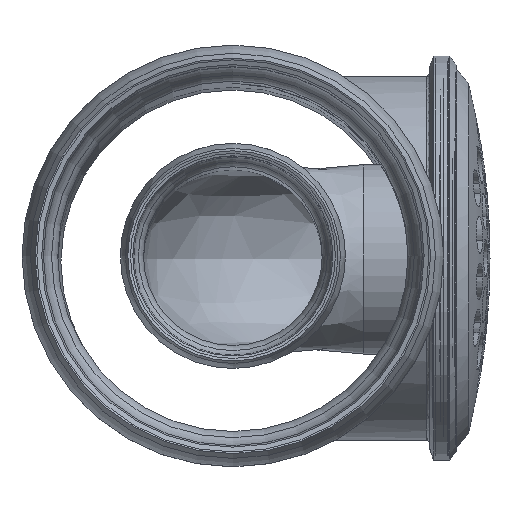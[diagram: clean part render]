
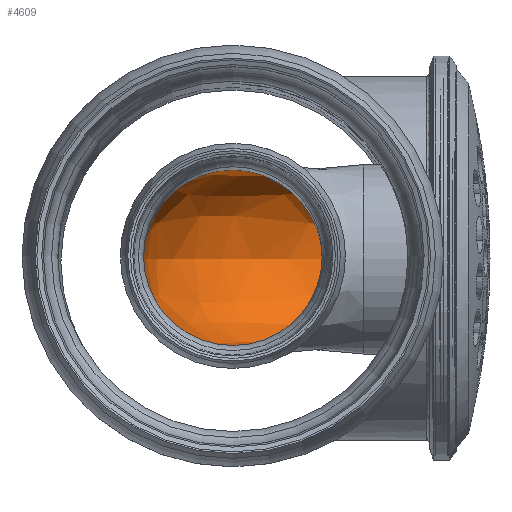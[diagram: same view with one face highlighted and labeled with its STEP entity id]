
A CAD part, top view. The second image highlights one B-rep face of the part: STEP entity #4609.
In plain terms, the highlighted free-form (B-spline) face has degree [2, 2] with [9, 3] control points.
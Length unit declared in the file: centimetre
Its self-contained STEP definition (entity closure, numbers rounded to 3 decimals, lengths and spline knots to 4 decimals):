
#34=(
BOUNDED_SURFACE()
B_SPLINE_SURFACE(2,2,((#10338,#10339,#10340),(#10341,#10342,#10343),(#10344,
#10345,#10346),(#10347,#10348,#10349),(#10350,#10351,#10352),(#10353,#10354,
#10355),(#10356,#10357,#10358),(#10359,#10360,#10361),(#10362,#10363,#10364)),
 .UNSPECIFIED.,.T.,.F.,.F.)
B_SPLINE_SURFACE_WITH_KNOTS((3,2,2,2,3),(3,3),(-6.2832,-4.7124,
-3.1416,-1.5708,0.),(0.,1.5708),
 .UNSPECIFIED.)
GEOMETRIC_REPRESENTATION_ITEM()
RATIONAL_B_SPLINE_SURFACE(((1.,0.707,1.),(0.707,
0.5,0.707),(1.,0.707,1.),(0.707,
0.5,0.707),(1.,0.707,1.),(0.707,
0.5,0.707),(1.,0.707,1.),(0.707,
0.5,0.707),(1.,0.707,1.)))
REPRESENTATION_ITEM('')
SURFACE()
);
#1071=FACE_OUTER_BOUND('',#1388,.T.);
#1388=EDGE_LOOP('',(#4045,#4046,#4047,#4048,#4049));
#1589=CIRCLE('',#5040,24.9997);
#1590=CIRCLE('',#5042,24.9997);
#1592=CIRCLE('',#5044,24.9997);
#1593=CIRCLE('',#5045,61.4997);
#2193=VERTEX_POINT('',#10328);
#2194=VERTEX_POINT('',#10331);
#2195=VERTEX_POINT('',#10332);
#2823=EDGE_CURVE('',#2193,#2193,#1589,.T.);
#2824=EDGE_CURVE('',#2194,#2195,#1590,.T.);
#2827=EDGE_CURVE('',#2195,#2194,#1592,.T.);
#2828=EDGE_CURVE('',#2193,#2194,#1593,.T.);
#4045=ORIENTED_EDGE('',*,*,#2824,.F.);
#4046=ORIENTED_EDGE('',*,*,#2828,.F.);
#4047=ORIENTED_EDGE('',*,*,#2823,.T.);
#4048=ORIENTED_EDGE('',*,*,#2828,.T.);
#4049=ORIENTED_EDGE('',*,*,#2827,.F.);
#4609=ADVANCED_FACE('',(#1071),#34,.F.);
#5040=AXIS2_PLACEMENT_3D('',#10329,#6146,#6147);
#5042=AXIS2_PLACEMENT_3D('',#10333,#6150,#6151);
#5044=AXIS2_PLACEMENT_3D('',#10337,#6155,#6156);
#5045=AXIS2_PLACEMENT_3D('',#10365,#6157,#6158);
#6146=DIRECTION('center_axis',(0.,0.,
1.));
#6147=DIRECTION('ref_axis',(-1.,0.,0.));
#6150=DIRECTION('center_axis',(-1.,0.,0.));
#6151=DIRECTION('ref_axis',(0.,0.,-1.));
#6155=DIRECTION('center_axis',(-1.,0.,0.));
#6156=DIRECTION('ref_axis',(0.,0.,-1.));
#6157=DIRECTION('center_axis',(0.,-1.,0.));
#6158=DIRECTION('ref_axis',(-0.707,0.,-0.707));
#10328=CARTESIAN_POINT('',(-24.9997,0.,486.5));
#10329=CARTESIAN_POINT('Origin',(0.,0.,
486.5));
#10331=CARTESIAN_POINT('',(36.5,0.,425.0003));
#10332=CARTESIAN_POINT('',(36.5,0.,474.9997));
#10333=CARTESIAN_POINT('Origin',(36.5,0.,
450.));
#10337=CARTESIAN_POINT('Origin',(36.5,0.,
450.));
#10338=CARTESIAN_POINT('Ctrl Pts',(-24.9997,0.,
486.5));
#10339=CARTESIAN_POINT('Ctrl Pts',(-24.9997,0.,
425.0003));
#10340=CARTESIAN_POINT('Ctrl Pts',(36.5,0.,
425.0003));
#10341=CARTESIAN_POINT('Ctrl Pts',(-24.9997,24.9997,486.5));
#10342=CARTESIAN_POINT('Ctrl Pts',(-24.9997,24.9997,425.0003));
#10343=CARTESIAN_POINT('Ctrl Pts',(36.5,24.9997,425.0003));
#10344=CARTESIAN_POINT('Ctrl Pts',(0.,24.9997,
486.5));
#10345=CARTESIAN_POINT('Ctrl Pts',(0.,24.9997,
450.));
#10346=CARTESIAN_POINT('Ctrl Pts',(36.5,24.9997,450.));
#10347=CARTESIAN_POINT('Ctrl Pts',(24.9997,24.9997,486.5));
#10348=CARTESIAN_POINT('Ctrl Pts',(24.9997,24.9997,474.9997));
#10349=CARTESIAN_POINT('Ctrl Pts',(36.5,24.9997,474.9997));
#10350=CARTESIAN_POINT('Ctrl Pts',(24.9997,0.,
486.5));
#10351=CARTESIAN_POINT('Ctrl Pts',(24.9997,0.,
474.9997));
#10352=CARTESIAN_POINT('Ctrl Pts',(36.5,0.,
474.9997));
#10353=CARTESIAN_POINT('Ctrl Pts',(24.9997,-24.9997,486.5));
#10354=CARTESIAN_POINT('Ctrl Pts',(24.9997,-24.9997,474.9997));
#10355=CARTESIAN_POINT('Ctrl Pts',(36.5,-24.9997,474.9997));
#10356=CARTESIAN_POINT('Ctrl Pts',(0.,-24.9997,
486.5));
#10357=CARTESIAN_POINT('Ctrl Pts',(0.,-24.9997,
450.));
#10358=CARTESIAN_POINT('Ctrl Pts',(36.5,-24.9997,450.));
#10359=CARTESIAN_POINT('Ctrl Pts',(-24.9997,-24.9997,
486.5));
#10360=CARTESIAN_POINT('Ctrl Pts',(-24.9997,-24.9997,
425.0003));
#10361=CARTESIAN_POINT('Ctrl Pts',(36.5,-24.9997,425.0003));
#10362=CARTESIAN_POINT('Ctrl Pts',(-24.9997,0.,
486.5));
#10363=CARTESIAN_POINT('Ctrl Pts',(-24.9997,0.,
425.0003));
#10364=CARTESIAN_POINT('Ctrl Pts',(36.5,0.,
425.0003));
#10365=CARTESIAN_POINT('Origin',(36.5,0.,486.5));
